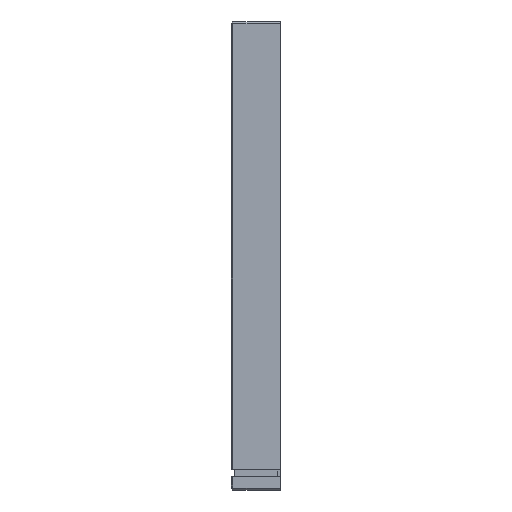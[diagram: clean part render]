
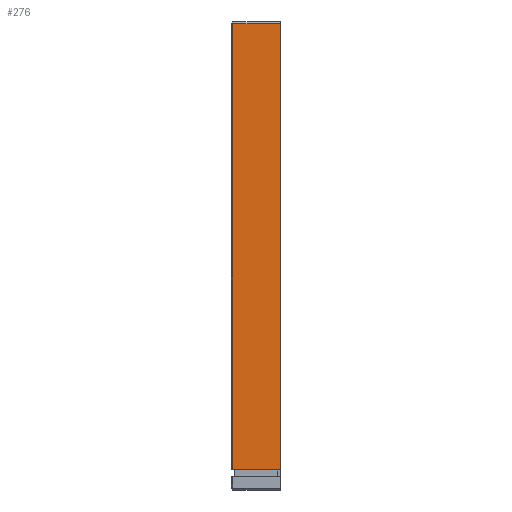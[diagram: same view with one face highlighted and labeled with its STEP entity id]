
A CAD part, left-side view. The second image highlights one B-rep face of the part: STEP entity #276.
In plain terms, the highlighted planar face has unit normal (-1, 0, 0).
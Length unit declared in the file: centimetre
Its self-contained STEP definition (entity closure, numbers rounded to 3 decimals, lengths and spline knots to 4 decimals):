
#276 = ADVANCED_FACE ( 'NONE', ( #8231 ), #5002, .F. ) ;
#381 = ORIENTED_EDGE ( 'NONE', *, *, #6767, .F. ) ;
#630 = CARTESIAN_POINT ( 'NONE',  ( 0., 1.3, -12.6125 ) ) ;
#682 = LINE ( 'NONE', #630, #9321 ) ;
#742 = DIRECTION ( 'NONE',  ( 1., 0., 0. ) ) ;
#793 = DIRECTION ( 'NONE',  ( 0., 0., 1. ) ) ;
#1594 = EDGE_CURVE ( 'NONE', #1732, #2540, #10207, .T. ) ;
#1732 = VERTEX_POINT ( 'NONE', #2467 ) ;
#1762 = DIRECTION ( 'NONE',  ( 0., 0., -1. ) ) ;
#2116 = CARTESIAN_POINT ( 'NONE',  ( 0., 1.35, -12.6125 ) ) ;
#2204 = CARTESIAN_POINT ( 'NONE',  ( 0., 1.4, -0.05 ) ) ;
#2467 = CARTESIAN_POINT ( 'NONE',  ( 0., 1.35, -0.05 ) ) ;
#2510 = EDGE_LOOP ( 'NONE', ( #381, #4751, #8166, #5587 ) ) ;
#2540 = VERTEX_POINT ( 'NONE', #2116 ) ;
#3078 = DIRECTION ( 'NONE',  ( 0., 0., -1. ) ) ;
#3510 = LINE ( 'NONE', #4999, #5714 ) ;
#3804 = DIRECTION ( 'NONE',  ( 0., 1., 0. ) ) ;
#4257 = CARTESIAN_POINT ( 'NONE',  ( 0., 0.02, -12.6125 ) ) ;
#4612 = DIRECTION ( 'NONE',  ( 0., 1., 0. ) ) ;
#4751 = ORIENTED_EDGE ( 'NONE', *, *, #9245, .T. ) ;
#4779 = LINE ( 'NONE', #2204, #7378 ) ;
#4873 = VECTOR ( 'NONE', #3078, 100. ) ;
#4999 = CARTESIAN_POINT ( 'NONE',  ( 0., 0.02, -0.05 ) ) ;
#5002 = PLANE ( 'NONE',  #7112 ) ;
#5202 = CARTESIAN_POINT ( 'NONE',  ( 0., 1.35, 0. ) ) ;
#5587 = ORIENTED_EDGE ( 'NONE', *, *, #1594, .T. ) ;
#5714 = VECTOR ( 'NONE', #793, 100. ) ;
#5780 = VERTEX_POINT ( 'NONE', #4257 ) ;
#6753 = EDGE_CURVE ( 'NONE', #6982, #1732, #4779, .T. ) ;
#6767 = EDGE_CURVE ( 'NONE', #5780, #2540, #682, .T. ) ;
#6982 = VERTEX_POINT ( 'NONE', #7715 ) ;
#7112 = AXIS2_PLACEMENT_3D ( 'NONE', #7518, #742, #1762 ) ;
#7378 = VECTOR ( 'NONE', #4612, 100. ) ;
#7518 = CARTESIAN_POINT ( 'NONE',  ( 0., 1.4, 0. ) ) ;
#7715 = CARTESIAN_POINT ( 'NONE',  ( 0., 0.02, -0.05 ) ) ;
#8166 = ORIENTED_EDGE ( 'NONE', *, *, #6753, .T. ) ;
#8231 = FACE_OUTER_BOUND ( 'NONE', #2510, .T. ) ;
#9245 = EDGE_CURVE ( 'NONE', #5780, #6982, #3510, .T. ) ;
#9321 = VECTOR ( 'NONE', #3804, 100. ) ;
#10207 = LINE ( 'NONE', #5202, #4873 ) ;
